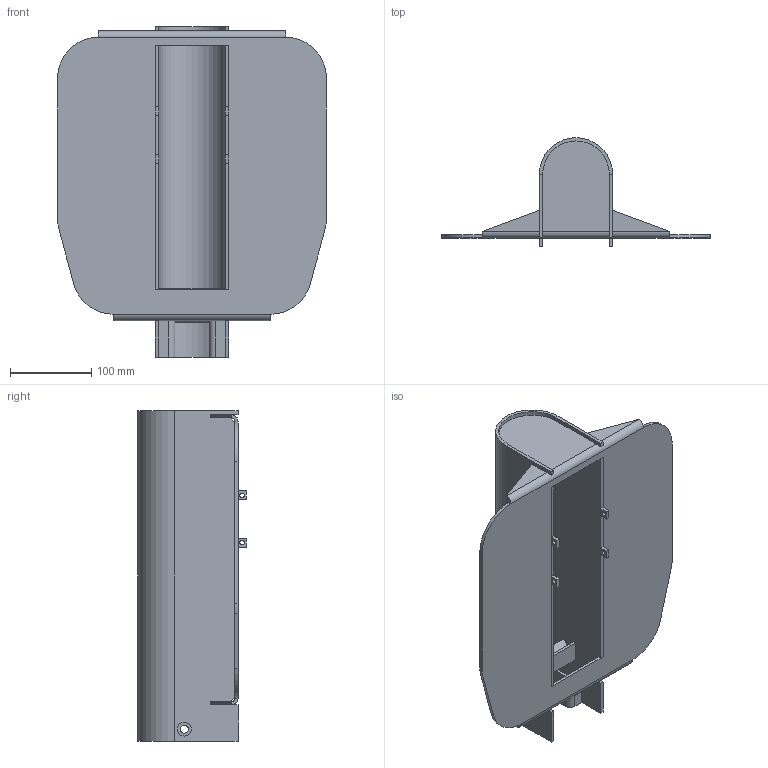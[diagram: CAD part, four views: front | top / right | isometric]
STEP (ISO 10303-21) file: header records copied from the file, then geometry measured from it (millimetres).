
FILE_DESCRIPTION (( 'STEP AP203' ), '1' );
FILE_NAME ('Marchepied.STEP', '2018-02-15T09:36:38', ( '' ), ( '' ), 'SwSTEP 2.0', 'SolidWorks 2015', '' );
FILE_SCHEMA (( 'CONFIG_CONTROL_DESIGN' ));
Length unit declared in the file: millimetre
Products named in the file (1): Marchepied
Bounding box: 330 x 133 x 406 mm (x, y, z)
Volume: 919639.2 mm3; surface area: 481161.7 mm2
Topology: 7 solids, 7 shells, 164 faces, 426 edges, 276 vertices
Faces by surface type: plane 124, cylinder 40
Entity records: 5095 total; most frequent: CARTESIAN_POINT 933, ORIENTED_EDGE 852, DIRECTION 822, EDGE_CURVE 426, LINE 340, VECTOR 340, VERTEX_POINT 276, AXIS2_PLACEMENT_3D 241
